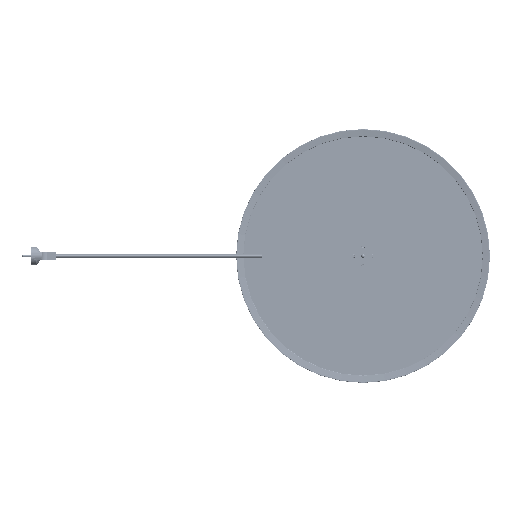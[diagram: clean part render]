
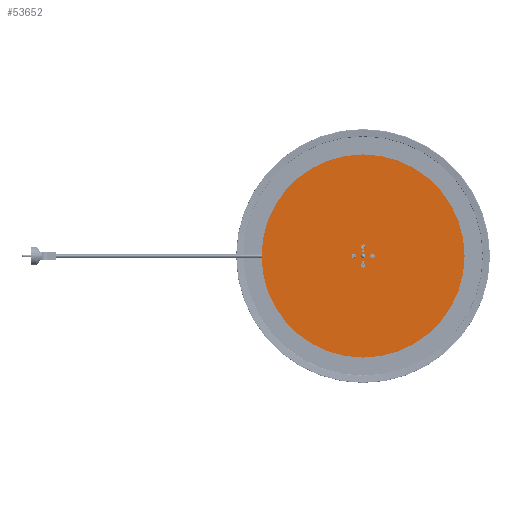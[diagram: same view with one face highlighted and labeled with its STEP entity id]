
A CAD part, front view. The second image highlights one B-rep face of the part: STEP entity #53652.
In plain terms, the highlighted face is planar.
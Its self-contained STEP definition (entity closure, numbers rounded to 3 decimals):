
#53131=CARTESIAN_POINT('',(0.,0.,0.));
#53132=DIRECTION('',(0.,0.,1.));
#53133=DIRECTION('',(1.,0.,0.));
#53134=AXIS2_PLACEMENT_3D('',#53131,#53132,#53133);
#53136=CARTESIAN_POINT('',(0.,0.,0.));
#53137=DIRECTION('',(0.,0.,1.));
#53138=DIRECTION('',(-1.,0.,0.));
#53139=AXIS2_PLACEMENT_3D('',#53136,#53137,#53138);
#53141=CARTESIAN_POINT('',(0.,-18.5,0.));
#53142=DIRECTION('',(0.,0.,-1.));
#53143=DIRECTION('',(0.,-1.,0.));
#53144=AXIS2_PLACEMENT_3D('',#53141,#53142,#53143);
#53146=CARTESIAN_POINT('',(0.,-18.5,0.));
#53147=DIRECTION('',(0.,0.,-1.));
#53148=DIRECTION('',(0.,1.,0.));
#53149=AXIS2_PLACEMENT_3D('',#53146,#53147,#53148);
#53151=CARTESIAN_POINT('',(18.5,0.,0.));
#53152=DIRECTION('',(0.,0.,-1.));
#53153=DIRECTION('',(0.,-1.,0.));
#53154=AXIS2_PLACEMENT_3D('',#53151,#53152,#53153);
#53156=CARTESIAN_POINT('',(18.5,0.,0.));
#53157=DIRECTION('',(0.,0.,-1.));
#53158=DIRECTION('',(0.,1.,0.));
#53159=AXIS2_PLACEMENT_3D('',#53156,#53157,#53158);
#53161=CARTESIAN_POINT('',(0.,18.5,0.));
#53162=DIRECTION('',(0.,0.,-1.));
#53163=DIRECTION('',(0.,-1.,0.));
#53164=AXIS2_PLACEMENT_3D('',#53161,#53162,#53163);
#53166=CARTESIAN_POINT('',(0.,18.5,0.));
#53167=DIRECTION('',(0.,0.,-1.));
#53168=DIRECTION('',(0.,1.,0.));
#53169=AXIS2_PLACEMENT_3D('',#53166,#53167,#53168);
#53171=CARTESIAN_POINT('',(-18.5,0.,0.));
#53172=DIRECTION('',(0.,0.,-1.));
#53173=DIRECTION('',(0.,-1.,0.));
#53174=AXIS2_PLACEMENT_3D('',#53171,#53172,#53173);
#53176=CARTESIAN_POINT('',(-18.5,0.,0.));
#53177=DIRECTION('',(0.,0.,-1.));
#53178=DIRECTION('',(0.,1.,0.));
#53179=AXIS2_PLACEMENT_3D('',#53176,#53177,#53178);
#53181=CARTESIAN_POINT('',(0.,9.,0.));
#53182=DIRECTION('',(0.,0.,-1.));
#53183=DIRECTION('',(-1.,0.,0.));
#53184=AXIS2_PLACEMENT_3D('',#53181,#53182,#53183);
#53186=CARTESIAN_POINT('',(0.,9.,0.));
#53187=DIRECTION('',(0.,0.,-1.));
#53188=DIRECTION('',(1.,0.,0.));
#53189=AXIS2_PLACEMENT_3D('',#53186,#53187,#53188);
#53191=CARTESIAN_POINT('',(0.,-11.,0.));
#53192=DIRECTION('',(0.,0.,-1.));
#53193=DIRECTION('',(-1.,0.,0.));
#53194=AXIS2_PLACEMENT_3D('',#53191,#53192,#53193);
#53196=CARTESIAN_POINT('',(0.,-11.,0.));
#53197=DIRECTION('',(0.,0.,-1.));
#53198=DIRECTION('',(1.,0.,0.));
#53199=AXIS2_PLACEMENT_3D('',#53196,#53197,#53198);
#53201=CARTESIAN_POINT('',(0.,0.,0.));
#53202=DIRECTION('',(0.,0.,-1.));
#53203=DIRECTION('',(0.,1.,0.));
#53204=AXIS2_PLACEMENT_3D('',#53201,#53202,#53203);
#53206=CARTESIAN_POINT('',(0.,0.,0.));
#53207=DIRECTION('',(0.,0.,-1.));
#53208=DIRECTION('',(0.,-1.,0.));
#53209=AXIS2_PLACEMENT_3D('',#53206,#53207,#53208);
#53495=CARTESIAN_POINT('',(200.,0.,0.));
#53496=CARTESIAN_POINT('',(-200.,0.,0.));
#53497=VERTEX_POINT('',#53495);
#53498=VERTEX_POINT('',#53496);
#53499=CARTESIAN_POINT('',(0.,-22.75,0.));
#53500=CARTESIAN_POINT('',(0.,-14.25,0.));
#53501=VERTEX_POINT('',#53499);
#53502=VERTEX_POINT('',#53500);
#53503=CARTESIAN_POINT('',(18.5,-4.25,0.));
#53504=CARTESIAN_POINT('',(18.5,4.25,0.));
#53505=VERTEX_POINT('',#53503);
#53506=VERTEX_POINT('',#53504);
#53507=CARTESIAN_POINT('',(0.,14.25,0.));
#53508=CARTESIAN_POINT('',(0.,22.75,0.));
#53509=VERTEX_POINT('',#53507);
#53510=VERTEX_POINT('',#53508);
#53511=CARTESIAN_POINT('',(-18.5,-4.25,0.));
#53512=CARTESIAN_POINT('',(-18.5,4.25,0.));
#53513=VERTEX_POINT('',#53511);
#53514=VERTEX_POINT('',#53512);
#53515=CARTESIAN_POINT('',(-2.25,9.,0.));
#53516=CARTESIAN_POINT('',(2.25,9.,0.));
#53517=VERTEX_POINT('',#53515);
#53518=VERTEX_POINT('',#53516);
#53519=CARTESIAN_POINT('',(-2.25,-11.,0.));
#53520=CARTESIAN_POINT('',(2.25,-11.,0.));
#53521=VERTEX_POINT('',#53519);
#53522=VERTEX_POINT('',#53520);
#53523=CARTESIAN_POINT('',(0.,4.25,0.));
#53524=CARTESIAN_POINT('',(0.,-4.25,0.));
#53525=VERTEX_POINT('',#53523);
#53526=VERTEX_POINT('',#53524);
#53599=CARTESIAN_POINT('',(0.,0.,0.));
#53600=DIRECTION('',(0.,0.,1.));
#53601=DIRECTION('',(1.,0.,0.));
#53602=AXIS2_PLACEMENT_3D('',#53599,#53600,#53601);
#53603=PLANE('',#53602);
#53605=ORIENTED_EDGE('',*,*,#53604,.T.);
#53607=ORIENTED_EDGE('',*,*,#53606,.T.);
#53608=EDGE_LOOP('',(#53605,#53607));
#53609=FACE_OUTER_BOUND('',#53608,.F.);
#53611=ORIENTED_EDGE('',*,*,#53610,.T.);
#53613=ORIENTED_EDGE('',*,*,#53612,.T.);
#53614=EDGE_LOOP('',(#53611,#53613));
#53615=FACE_BOUND('',#53614,.F.);
#53617=ORIENTED_EDGE('',*,*,#53616,.T.);
#53619=ORIENTED_EDGE('',*,*,#53618,.T.);
#53620=EDGE_LOOP('',(#53617,#53619));
#53621=FACE_BOUND('',#53620,.F.);
#53623=ORIENTED_EDGE('',*,*,#53622,.T.);
#53625=ORIENTED_EDGE('',*,*,#53624,.T.);
#53626=EDGE_LOOP('',(#53623,#53625));
#53627=FACE_BOUND('',#53626,.F.);
#53629=ORIENTED_EDGE('',*,*,#53628,.T.);
#53631=ORIENTED_EDGE('',*,*,#53630,.T.);
#53632=EDGE_LOOP('',(#53629,#53631));
#53633=FACE_BOUND('',#53632,.F.);
#53635=ORIENTED_EDGE('',*,*,#53634,.T.);
#53637=ORIENTED_EDGE('',*,*,#53636,.T.);
#53638=EDGE_LOOP('',(#53635,#53637));
#53639=FACE_BOUND('',#53638,.F.);
#53641=ORIENTED_EDGE('',*,*,#53640,.T.);
#53643=ORIENTED_EDGE('',*,*,#53642,.T.);
#53644=EDGE_LOOP('',(#53641,#53643));
#53645=FACE_BOUND('',#53644,.F.);
#53647=ORIENTED_EDGE('',*,*,#53646,.T.);
#53649=ORIENTED_EDGE('',*,*,#53648,.T.);
#53650=EDGE_LOOP('',(#53647,#53649));
#53651=FACE_BOUND('',#53650,.F.);
#53135=CIRCLE('',#53134,200.);
#53140=CIRCLE('',#53139,200.);
#53145=CIRCLE('',#53144,4.25);
#53150=CIRCLE('',#53149,4.25);
#53155=CIRCLE('',#53154,4.25);
#53160=CIRCLE('',#53159,4.25);
#53165=CIRCLE('',#53164,4.25);
#53170=CIRCLE('',#53169,4.25);
#53175=CIRCLE('',#53174,4.25);
#53180=CIRCLE('',#53179,4.25);
#53185=CIRCLE('',#53184,2.25);
#53190=CIRCLE('',#53189,2.25);
#53195=CIRCLE('',#53194,2.25);
#53200=CIRCLE('',#53199,2.25);
#53205=CIRCLE('',#53204,4.25);
#53210=CIRCLE('',#53209,4.25);
#53604=EDGE_CURVE('',#53497,#53498,#53135,.T.);
#53606=EDGE_CURVE('',#53498,#53497,#53140,.T.);
#53610=EDGE_CURVE('',#53501,#53502,#53145,.T.);
#53612=EDGE_CURVE('',#53502,#53501,#53150,.T.);
#53616=EDGE_CURVE('',#53505,#53506,#53155,.T.);
#53618=EDGE_CURVE('',#53506,#53505,#53160,.T.);
#53622=EDGE_CURVE('',#53509,#53510,#53165,.T.);
#53624=EDGE_CURVE('',#53510,#53509,#53170,.T.);
#53628=EDGE_CURVE('',#53513,#53514,#53175,.T.);
#53630=EDGE_CURVE('',#53514,#53513,#53180,.T.);
#53634=EDGE_CURVE('',#53517,#53518,#53185,.T.);
#53636=EDGE_CURVE('',#53518,#53517,#53190,.T.);
#53640=EDGE_CURVE('',#53521,#53522,#53195,.T.);
#53642=EDGE_CURVE('',#53522,#53521,#53200,.T.);
#53646=EDGE_CURVE('',#53525,#53526,#53205,.T.);
#53648=EDGE_CURVE('',#53526,#53525,#53210,.T.);
#53652=ADVANCED_FACE('',(#53609,#53615,#53621,#53627,#53633,#53639,#53645,
#53651),#53603,.F.);
